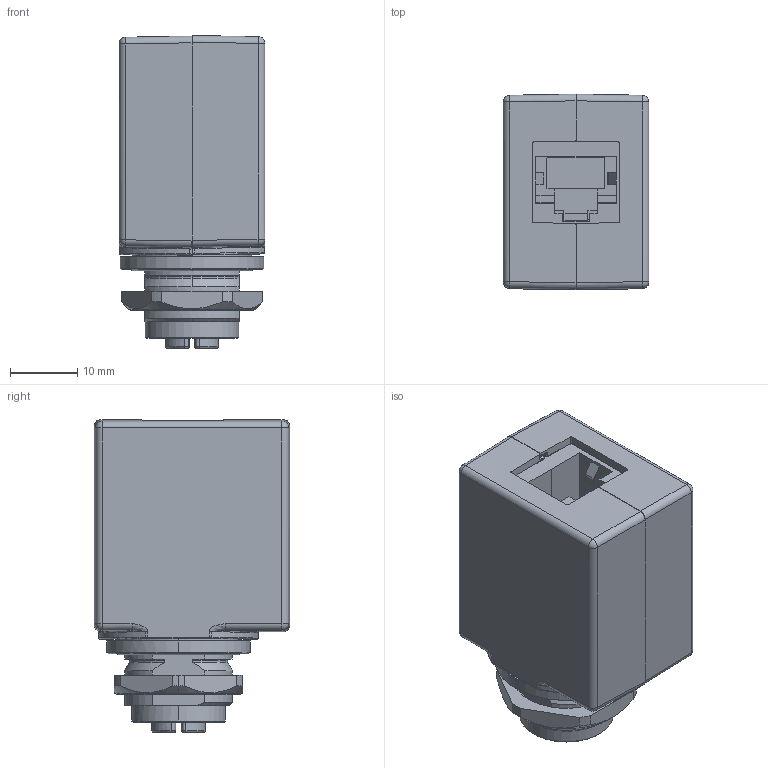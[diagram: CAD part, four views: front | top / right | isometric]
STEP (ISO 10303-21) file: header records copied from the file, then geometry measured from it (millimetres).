
FILE_DESCRIPTION(('CATIA V5 STEP Exchange','CAx-IF Rec.Pracs.--- Model Styling and Organization---1.4--- 2014-01-23'),'2;1');
FILE_NAME ('012928-2_1_1400620000_1400620000.stp','2020-01-06T10:18:58+00:00',('none'),('Weidmueller'),'CATIA Version 5-6 Release 2016 SP3 HF44','CATIA V5 STEP AP214','none');
FILE_SCHEMA(('AUTOMOTIVE_DESIGN { 1 0 10303 214 1 1 1 1 }'));
Length unit declared in the file: millimetre
Products named in the file (1): 1400620000
Bounding box: 21.6 x 29 x 46.43 mm (x, y, z)
Volume: 20509.8 mm3; surface area: 9355.9 mm2
Topology: 4 solids, 4 shells, 983 faces, 2554 edges, 1577 vertices
Faces by surface type: cylinder 357, plane 316, bspline 145, torus 70, cone 55, sphere 40
Entity records: 39786 total; most frequent: CARTESIAN_POINT 18137, ORIENTED_EDGE 5102, DIRECTION 3458, EDGE_CURVE 2551, VERTEX_POINT 1577, AXIS2_PLACEMENT_3D 1415, VECTOR 1230, LINE 1230
